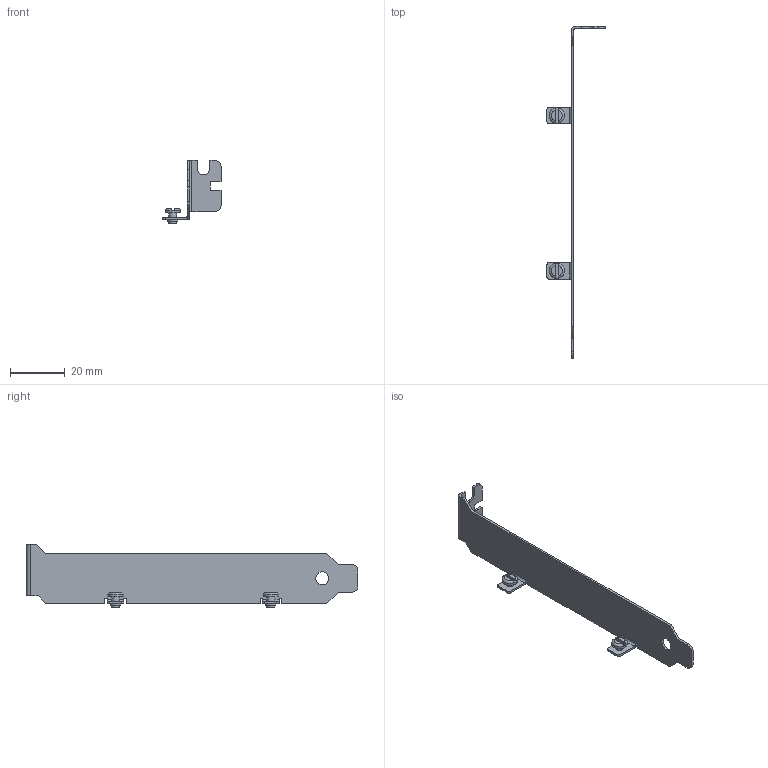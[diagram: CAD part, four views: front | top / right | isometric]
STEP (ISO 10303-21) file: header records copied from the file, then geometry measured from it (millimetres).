
FILE_DESCRIPTION(/* description */ (''),/* implementation_level */ '2;1');
FILE_NAME(/* name */ 'Keystone_9202_Blank.stp',/* time_stamp */ '2020-05-24T15:01:25+10:00',/* author */ ('Andrew'),/* organization */ (''),/* preprocessor_version */ 'ST-DEVELOPER v15.6',/* originating_system */ 'Autodesk Inventor 2015',/* authorisation */ '');
FILE_SCHEMA (('AUTOMOTIVE_DESIGN { 1 0 10303 214 3 1 1 }'));
Products named in the file (2): Keystone_9202; Assembly2
Bounding box: 21.13 x 120.83 x 23.18 mm (x, y, z)
Volume: 2044.6 mm3; surface area: 5254.5 mm2
Topology: 1 solids, 1 shells, 87 faces, 223 edges, 146 vertices
Faces by surface type: plane 55, cylinder 28, torus 4
Full cylindrical faces by diameter (mm): 2.845 x4, 3.81 x2, 4.75 x1, 5.563 x2
Entity records: 2690 total; most frequent: CARTESIAN_POINT 542, DIRECTION 442, ORIENTED_EDGE 424, EDGE_CURVE 212, AXIS2_PLACEMENT_3D 156, VERTEX_POINT 144, LINE 130, VECTOR 130
